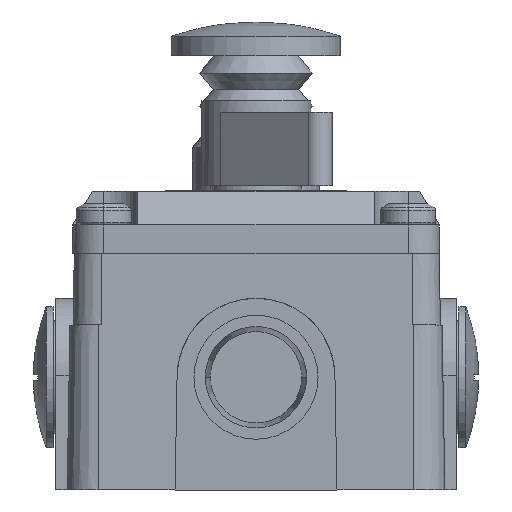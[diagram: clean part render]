
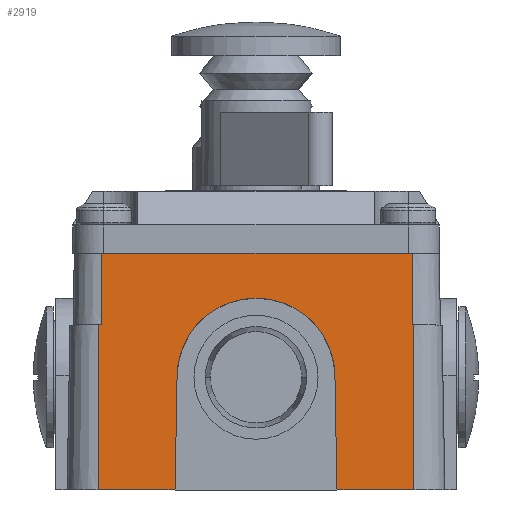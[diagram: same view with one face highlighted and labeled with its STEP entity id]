
A CAD part, front view. The second image highlights one B-rep face of the part: STEP entity #2919.
In plain terms, the highlighted planar face has unit normal (0, -1, 0.018).
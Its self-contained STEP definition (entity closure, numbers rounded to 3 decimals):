
#2919=ADVANCED_FACE('',(#6057),#6058,.T.);
#6057=FACE_OUTER_BOUND('',#9364,.T.);
#6058=PLANE('',#9365);
#9364=EDGE_LOOP('',(#18075,#18076,#18077,#18078,#18079,#18080,#18081,#18082,#18083,#18084,#18085,#18086,#18087,#18088));
#9365=AXIS2_PLACEMENT_3D('',#18089,#18090,#18091);
#18075=ORIENTED_EDGE('',*,*,#22824,.T.);
#18076=ORIENTED_EDGE('',*,*,#22839,.T.);
#18077=ORIENTED_EDGE('',*,*,#22966,.T.);
#18078=ORIENTED_EDGE('',*,*,#22963,.F.);
#18079=ORIENTED_EDGE('',*,*,#22936,.T.);
#18080=ORIENTED_EDGE('',*,*,#22614,.T.);
#18081=ORIENTED_EDGE('',*,*,#22575,.T.);
#18082=ORIENTED_EDGE('',*,*,#22595,.T.);
#18083=ORIENTED_EDGE('',*,*,#22926,.F.);
#18084=ORIENTED_EDGE('',*,*,#22961,.F.);
#18085=ORIENTED_EDGE('',*,*,#22967,.F.);
#18086=ORIENTED_EDGE('',*,*,#22840,.T.);
#18087=ORIENTED_EDGE('',*,*,#22833,.T.);
#18088=ORIENTED_EDGE('',*,*,#22829,.T.);
#18089=CARTESIAN_POINT('',(67.489,2.767,0.));
#18090=DIRECTION('',(0.0,-1.,0.017));
#18091=DIRECTION('',(0.0,0.017,1.));
#22575=EDGE_CURVE('',#27769,#27776,#27778,.T.);
#22595=EDGE_CURVE('',#27776,#27802,#27804,.T.);
#22614=EDGE_CURVE('',#27833,#27769,#27834,.T.);
#22824=EDGE_CURVE('',#28113,#28114,#28115,.T.);
#22829=EDGE_CURVE('',#28122,#28113,#28123,.T.);
#22833=EDGE_CURVE('',#28128,#28122,#28129,.T.);
#22839=EDGE_CURVE('',#28114,#28136,#28137,.T.);
#22840=EDGE_CURVE('',#28138,#28128,#28139,.T.);
#22926=EDGE_CURVE('',#28269,#27802,#28271,.T.);
#22936=EDGE_CURVE('',#28284,#27833,#28285,.T.);
#22961=EDGE_CURVE('',#28317,#28269,#28319,.T.);
#22963=EDGE_CURVE('',#28284,#28321,#28322,.T.);
#22966=EDGE_CURVE('',#28136,#28321,#28325,.T.);
#22967=EDGE_CURVE('',#28138,#28317,#28326,.T.);
#27769=VERTEX_POINT('',#35150);
#27776=VERTEX_POINT('',#35160);
#27778=LINE('',#35163,#35164);
#27802=VERTEX_POINT('',#35196);
#27804=LINE('',#35198,#35199);
#27833=VERTEX_POINT('',#35234);
#27834=LINE('',#35235,#35236);
#28113=VERTEX_POINT('',#35602);
#28114=VERTEX_POINT('',#35603);
#28115=LINE('',#35604,#35605);
#28122=VERTEX_POINT('',#35615);
#28123=ELLIPSE('',#35616,14.002,14.);
#28128=VERTEX_POINT('',#35622);
#28129=LINE('',#35623,#35624);
#28136=VERTEX_POINT('',#35634);
#28137=LINE('',#35635,#35636);
#28138=VERTEX_POINT('',#35637);
#28139=LINE('',#35638,#35639);
#28269=VERTEX_POINT('',#35836);
#28271=LINE('',#35838,#35839);
#28284=VERTEX_POINT('',#35883);
#28285=LINE('',#35884,#35885);
#28317=VERTEX_POINT('',#35981);
#28319=LINE('',#35983,#35984);
#28321=VERTEX_POINT('',#35986);
#28322=LINE('',#35987,#35988);
#28325=LINE('',#35991,#35992);
#28326=LINE('',#35993,#35994);
#35150=CARTESIAN_POINT('',(66.489,3.5,42.));
#35160=CARTESIAN_POINT('',(12.489,3.5,42.));
#35163=CARTESIAN_POINT('',(67.208,3.5,42.));
#35164=VECTOR('',#40482,1.0);
#35196=CARTESIAN_POINT('',(12.032,3.5,42.));
#35198=CARTESIAN_POINT('',(67.208,3.5,42.));
#35199=VECTOR('',#40506,1.0);
#35234=CARTESIAN_POINT('',(67.208,3.5,42.));
#35235=CARTESIAN_POINT('',(67.208,3.5,42.));
#35236=VECTOR('',#40537,1.0);
#35602=CARTESIAN_POINT('',(53.487,3.12,20.244));
#35603=CARTESIAN_POINT('',(53.841,2.767,0.0));
#35604=CARTESIAN_POINT('',(53.755,2.853,4.921));
#35605=VECTOR('',#40784,1.0);
#35615=CARTESIAN_POINT('',(25.491,3.12,20.244));
#35616=AXIS2_PLACEMENT_3D('',#40788,#40789,#40790);
#35622=CARTESIAN_POINT('',(25.138,2.767,0.0));
#35623=CARTESIAN_POINT('',(25.232,2.861,5.409));
#35624=VECTOR('',#40795,1.0);
#35634=CARTESIAN_POINT('',(67.489,2.767,0.));
#35635=CARTESIAN_POINT('',(11.489,2.767,0.));
#35636=VECTOR('',#40799,1.0);
#35637=CARTESIAN_POINT('',(11.489,2.767,0.));
#35638=CARTESIAN_POINT('',(11.489,2.767,0.));
#35639=VECTOR('',#40800,1.0);
#35836=CARTESIAN_POINT('',(12.032,3.278,29.267));
#35838=CARTESIAN_POINT('',(12.032,2.767,0.));
#35839=VECTOR('',#40919,1.0);
#35883=CARTESIAN_POINT('',(67.208,3.278,29.267));
#35884=CARTESIAN_POINT('',(67.208,2.767,0.));
#35885=VECTOR('',#40925,1.0);
#35981=CARTESIAN_POINT('',(11.489,3.278,29.267));
#35983=CARTESIAN_POINT('',(33.489,3.278,29.267));
#35984=VECTOR('',#40952,1.0);
#35986=CARTESIAN_POINT('',(67.489,3.278,29.267));
#35987=CARTESIAN_POINT('',(33.489,3.278,29.267));
#35988=VECTOR('',#40953,1.0);
#35991=CARTESIAN_POINT('',(67.489,2.767,0.));
#35992=VECTOR('',#40957,1.0);
#35993=CARTESIAN_POINT('',(11.489,2.767,0.));
#35994=VECTOR('',#40958,1.0);
#40482=DIRECTION('',(-1.0,0.0,0.0));
#40506=DIRECTION('',(-1.0,0.0,0.0));
#40537=DIRECTION('',(-1.0,0.0,0.0));
#40784=DIRECTION('',(0.017,-0.017,-1.));
#40788=CARTESIAN_POINT('',(39.489,3.116,20.));
#40789=DIRECTION('',(0.0,1.,-0.017));
#40790=DIRECTION('',(0.,0.017,1.));
#40795=DIRECTION('',(0.017,0.017,1.));
#40799=DIRECTION('',(1.0,0.0,0.0));
#40800=DIRECTION('',(1.0,0.0,0.0));
#40919=DIRECTION('',(0.,0.017,1.));
#40925=DIRECTION('',(0.0,0.017,1.));
#40952=DIRECTION('',(1.0,0.0,0.0));
#40953=DIRECTION('',(1.0,0.0,0.0));
#40957=DIRECTION('',(0.0,0.017,1.));
#40958=DIRECTION('',(0.,0.017,1.));
